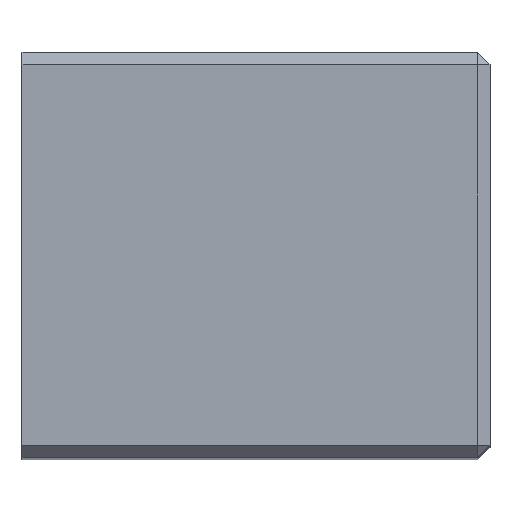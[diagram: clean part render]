
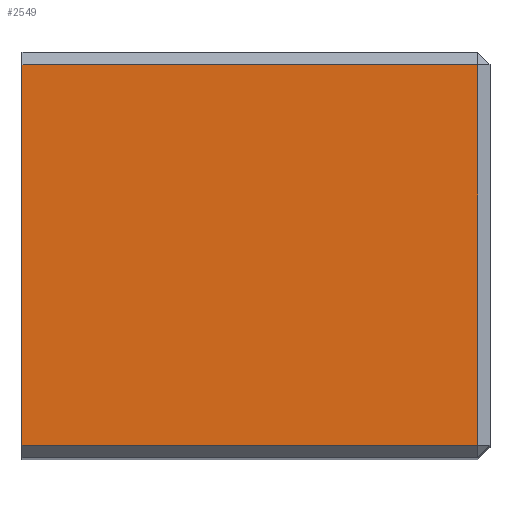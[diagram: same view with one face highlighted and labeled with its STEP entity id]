
A CAD part, top view. The second image highlights one B-rep face of the part: STEP entity #2549.
In plain terms, the highlighted planar face has unit normal (0, 0, 1).
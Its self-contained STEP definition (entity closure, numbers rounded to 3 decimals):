
#169=FACE_OUTER_BOUND('',#329,.T.);
#329=EDGE_LOOP('',(#2005,#2006,#2007,#2008));
#489=LINE('',#3705,#804);
#622=LINE('',#4004,#937);
#623=LINE('',#4006,#938);
#625=LINE('',#4009,#940);
#804=VECTOR('',#2981,10.);
#937=VECTOR('',#3222,10.);
#938=VECTOR('',#3225,10.);
#940=VECTOR('',#3229,10.);
#1111=VERTEX_POINT('',#3702);
#1112=VERTEX_POINT('',#3704);
#1220=VERTEX_POINT('',#3972);
#1221=VERTEX_POINT('',#3977);
#1364=EDGE_CURVE('',#1112,#1111,#489,.T.);
#1517=EDGE_CURVE('',#1112,#1221,#622,.T.);
#1518=EDGE_CURVE('',#1221,#1220,#623,.T.);
#1520=EDGE_CURVE('',#1220,#1111,#625,.T.);
#2005=ORIENTED_EDGE('',*,*,#1520,.F.);
#2006=ORIENTED_EDGE('',*,*,#1518,.F.);
#2007=ORIENTED_EDGE('',*,*,#1517,.F.);
#2008=ORIENTED_EDGE('',*,*,#1364,.T.);
#2424=PLANE('',#2745);
#2549=ADVANCED_FACE('',(#169),#2424,.T.);
#2745=AXIS2_PLACEMENT_3D('',#4011,#3232,#3233);
#2981=DIRECTION('',(0.,-1.,0.));
#3222=DIRECTION('',(1.,0.,0.));
#3225=DIRECTION('',(0.,-1.,0.));
#3229=DIRECTION('',(-1.,0.,0.));
#3232=DIRECTION('center_axis',(0.,0.,1.));
#3233=DIRECTION('ref_axis',(1.,0.,0.));
#3702=CARTESIAN_POINT('',(-37.5,-30.5,2.));
#3704=CARTESIAN_POINT('',(-37.5,30.5,2.));
#3705=CARTESIAN_POINT('',(-37.5,32.5,2.));
#3972=CARTESIAN_POINT('',(35.5,-30.5,2.));
#3977=CARTESIAN_POINT('',(35.5,30.5,2.));
#4004=CARTESIAN_POINT('',(18.75,30.5,2.));
#4006=CARTESIAN_POINT('',(35.5,-16.25,2.));
#4009=CARTESIAN_POINT('',(-18.75,-30.5,2.));
#4011=CARTESIAN_POINT('Origin',(0.,0.,2.));
